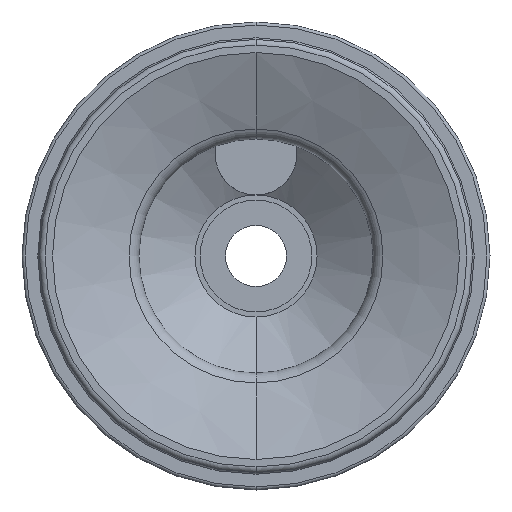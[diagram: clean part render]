
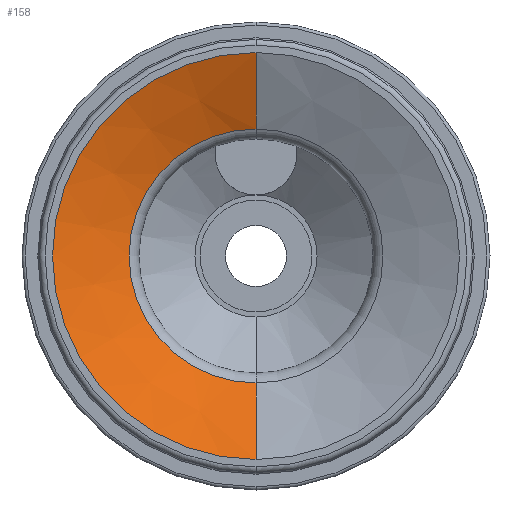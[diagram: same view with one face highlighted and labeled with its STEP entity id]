
A CAD part, front view. The second image highlights one B-rep face of the part: STEP entity #158.
In plain terms, the highlighted conical face has half-angle 66.908 degrees and reference radius 20 mm.
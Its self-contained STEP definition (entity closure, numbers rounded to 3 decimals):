
#158=ADVANCED_FACE('',(#407),#408,.F.);
#407=FACE_OUTER_BOUND('',#756,.T.);
#408=CONICAL_SURFACE('',#757,20.,1.168);
#756=EDGE_LOOP('',(#4906,#4907,#4908,#4909));
#757=AXIS2_PLACEMENT_3D('',#4910,#4911,#4912);
#4906=ORIENTED_EDGE('',*,*,#5686,.T.);
#4907=ORIENTED_EDGE('',*,*,#5726,.T.);
#4908=ORIENTED_EDGE('',*,*,#5727,.F.);
#4909=ORIENTED_EDGE('',*,*,#5728,.F.);
#4910=CARTESIAN_POINT('',(0.0,-30.5,0.0));
#4911=DIRECTION('',(0.0,-1.0,-0.0));
#4912=DIRECTION('',(0.0,0.0,-1.0));
#5686=EDGE_CURVE('',#6054,#6058,#6060,.T.);
#5726=EDGE_CURVE('',#6058,#6120,#6121,.T.);
#5727=EDGE_CURVE('',#6122,#6120,#6123,.T.);
#5728=EDGE_CURVE('',#6054,#6122,#6124,.T.);
#6054=VERTEX_POINT('',#6578);
#6058=VERTEX_POINT('',#6582);
#6060=CIRCLE('',#6584,12.472);
#6120=VERTEX_POINT('',#6674);
#6121=LINE('',#6675,#6676);
#6122=VERTEX_POINT('',#6677);
#6123=CIRCLE('',#6678,20.);
#6124=LINE('',#6679,#6680);
#6578=CARTESIAN_POINT('',(0.0,-27.29,-12.472));
#6582=CARTESIAN_POINT('',(0.,-27.29,12.472));
#6584=AXIS2_PLACEMENT_3D('',#8801,#8802,#8803);
#6674=CARTESIAN_POINT('',(0.,-30.5,20.));
#6675=CARTESIAN_POINT('',(0.,-30.5,20.));
#6676=VECTOR('',#8868,1000.0);
#6677=CARTESIAN_POINT('',(0.0,-30.5,-20.));
#6678=AXIS2_PLACEMENT_3D('',#8869,#8870,#8871);
#6679=CARTESIAN_POINT('',(0.0,-30.5,-20.));
#6680=VECTOR('',#8872,1000.0);
#8801=CARTESIAN_POINT('',(0.0,-27.29,0.0));
#8802=DIRECTION('',(0.0,1.0,0.0));
#8803=DIRECTION('',(0.0,0.0,1.0));
#8868=DIRECTION('',(0.,-0.392,0.92));
#8869=CARTESIAN_POINT('',(0.0,-30.5,0.0));
#8870=DIRECTION('',(0.0,1.0,0.0));
#8871=DIRECTION('',(0.0,0.0,1.0));
#8872=DIRECTION('',(0.0,-0.392,-0.92));
